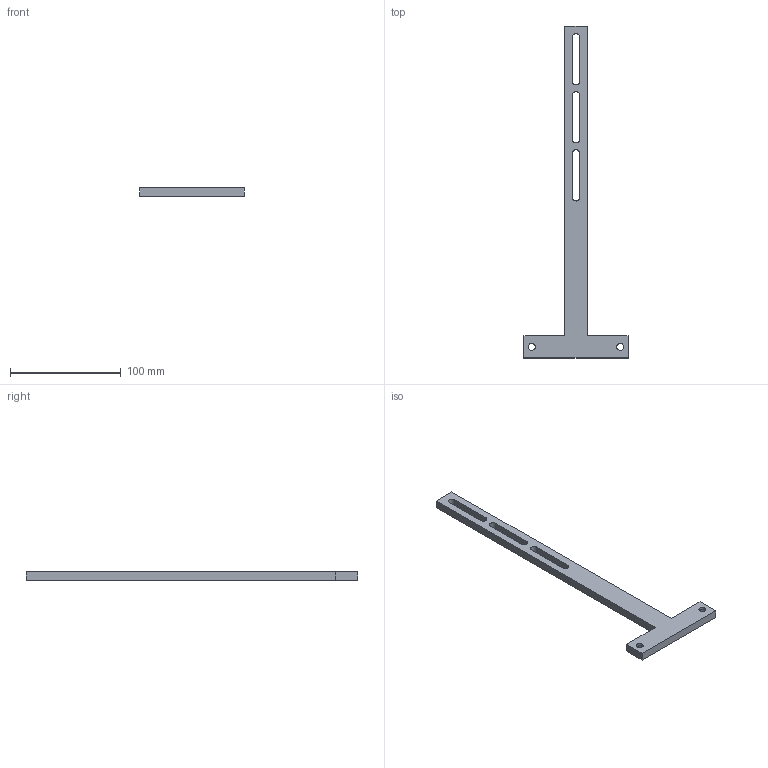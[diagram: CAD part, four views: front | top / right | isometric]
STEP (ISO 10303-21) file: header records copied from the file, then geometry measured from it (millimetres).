
FILE_DESCRIPTION (( 'STEP AP214' ), '1' );
FILE_NAME ('Arrayer_ZArm1_20160429.STEP', '2016-04-29T18:44:59', ( '' ), ( '' ), 'SwSTEP 2.0', 'SolidWorks 2015', '' );
FILE_SCHEMA (( 'AUTOMOTIVE_DESIGN' ));
Length unit declared in the file: millimetre
Products named in the file (1): Arrayer_ZArm1_20160429
Bounding box: 94 x 300 x 7.5 mm (x, y, z)
Volume: 48622.4 mm3; surface area: 21736.1 mm2
Topology: 1 solids, 1 shells, 32 faces, 84 edges, 56 vertices
Faces by surface type: plane 18, cylinder 14
Entity records: 1050 total; most frequent: DIRECTION 178, CARTESIAN_POINT 173, ORIENTED_EDGE 168, EDGE_CURVE 84, AXIS2_PLACEMENT_3D 61, LINE 56, VERTEX_POINT 56, VECTOR 56
